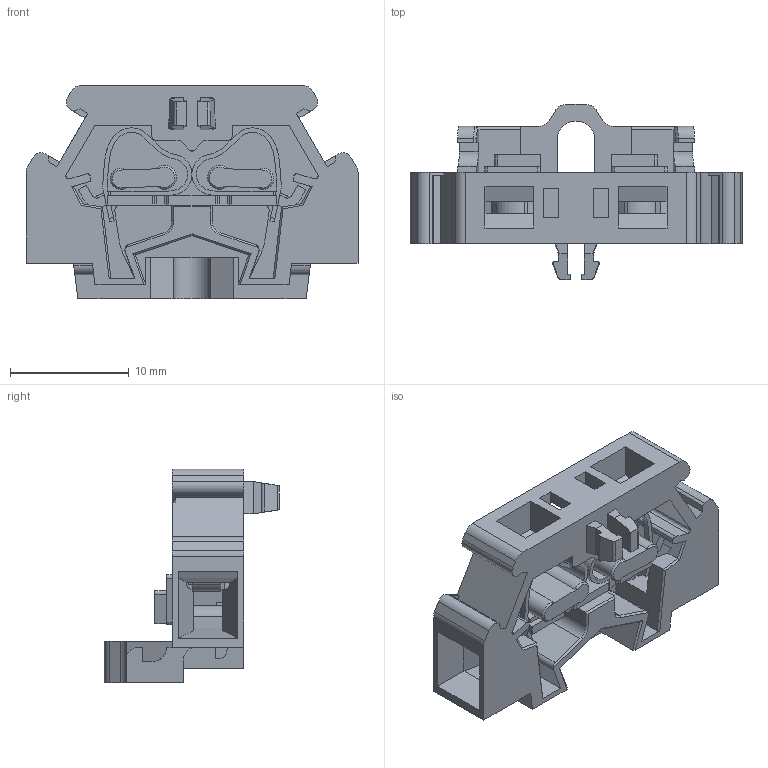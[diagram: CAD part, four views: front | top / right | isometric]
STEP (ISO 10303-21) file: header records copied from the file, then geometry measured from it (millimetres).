
FILE_DESCRIPTION(/* description */ ('Unknown'),/* implementation_level */ '2;1');
FILE_NAME(/* name */ 'MCT2.5',/* time_stamp */ '2018-02-24T08:31:31-08:00',/* author */ ('Unknown'),/* organization */ ('Unknown'),/* preprocessor_version */ 'ST-DEVELOPER v16.7',/* originating_system */ 'DEX',/* authorisation */ $);
FILE_SCHEMA (('AUTOMOTIVE_DESIGN {1 0 10303 214 3 1 1}'));
Length unit declared in the file: millimetre
Products named in the file (5): MCT2.5; 6MCT2.5H; 9SAMCT2.5; 8MCT2.5C; 9MCT 2.5CL
Assembly tree (5 placements, depth 3):
  MCT2.5
    6MCT2.5H
    9SAMCT2.5
      8MCT2.5C
      9MCT 2.5CL  x2
Bounding box: 28 x 14.79 x 18 mm (x, y, z)
Volume: 1452.3 mm3; surface area: 3186.6 mm2
Topology: 4 solids, 4 shells, 446 faces, 1277 edges, 837 vertices
Faces by surface type: plane 304, cylinder 134, cone 6, bspline 2
Entity records: 13095 total; most frequent: CARTESIAN_POINT 2354, ORIENTED_EDGE 2278, DIRECTION 2159, EDGE_CURVE 1139, LINE 895, VECTOR 895, VERTEX_POINT 745, AXIS2_PLACEMENT_3D 632
